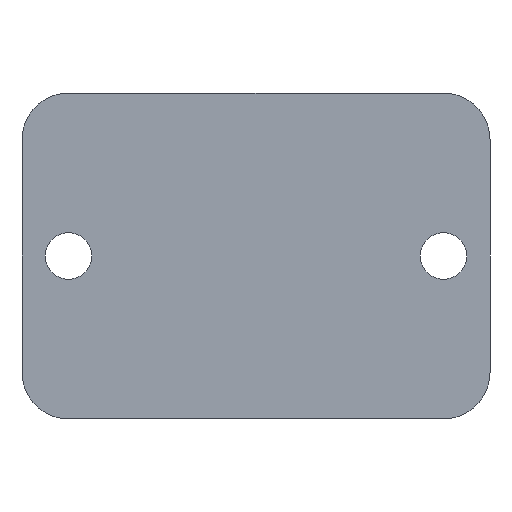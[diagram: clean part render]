
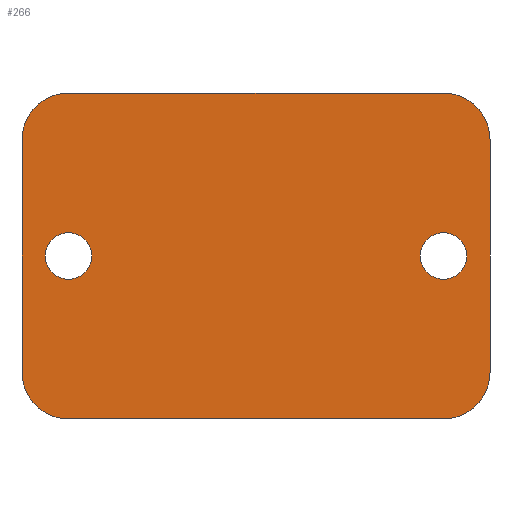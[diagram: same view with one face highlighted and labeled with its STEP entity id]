
A CAD part, front view. The second image highlights one B-rep face of the part: STEP entity #266.
In plain terms, the highlighted planar face has unit normal (0, -1, 0).
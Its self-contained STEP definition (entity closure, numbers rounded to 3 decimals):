
#4 = CIRCLE ( 'NONE', #36, 2. ) ;
#10 = DIRECTION ( 'NONE',  ( 0., 1., 0. ) ) ;
#12 = DIRECTION ( 'NONE',  ( 0., -1., 0. ) ) ;
#14 = DIRECTION ( 'NONE',  ( 1., 0., 0. ) ) ;
#16 = DIRECTION ( 'NONE',  ( 0., -1., 0. ) ) ;
#19 = VERTEX_POINT ( 'NONE', #353 ) ;
#22 = PLANE ( 'NONE',  #85 ) ;
#25 = DIRECTION ( 'NONE',  ( 0., 0., 1. ) ) ;
#26 = VERTEX_POINT ( 'NONE', #450 ) ;
#30 = EDGE_CURVE ( 'NONE', #119, #121, #440, .T. ) ;
#36 = AXIS2_PLACEMENT_3D ( 'NONE', #78, #75, #536 ) ;
#40 = CARTESIAN_POINT ( 'NONE',  ( -8.05, 0., -5. ) ) ;
#41 = CARTESIAN_POINT ( 'NONE',  ( 10.05, 0., -5. ) ) ;
#46 = VECTOR ( 'NONE', #14, 1000. ) ;
#50 = DIRECTION ( 'NONE',  ( 0., -1., 0. ) ) ;
#52 = LINE ( 'NONE', #287, #421 ) ;
#59 = CARTESIAN_POINT ( 'NONE',  ( -10.05, 0., 7. ) ) ;
#64 = ORIENTED_EDGE ( 'NONE', *, *, #30, .F. ) ;
#70 = AXIS2_PLACEMENT_3D ( 'NONE', #601, #98, #521 ) ;
#75 = DIRECTION ( 'NONE',  ( 0., -1., 0. ) ) ;
#78 = CARTESIAN_POINT ( 'NONE',  ( 8.05, 0., 5. ) ) ;
#79 = CIRCLE ( 'NONE', #70, 1. ) ;
#85 = AXIS2_PLACEMENT_3D ( 'NONE', #387, #160, #25 ) ;
#98 = DIRECTION ( 'NONE',  ( 0., 1., 0. ) ) ;
#99 = ORIENTED_EDGE ( 'NONE', *, *, #216, .T. ) ;
#102 = CARTESIAN_POINT ( 'NONE',  ( -8.05, 0., 1. ) ) ;
#108 = CARTESIAN_POINT ( 'NONE',  ( 8.05, 0., 7. ) ) ;
#112 = ORIENTED_EDGE ( 'NONE', *, *, #321, .F. ) ;
#113 = FACE_OUTER_BOUND ( 'NONE', #467, .T. ) ;
#116 = DIRECTION ( 'NONE',  ( 0., 1., 0. ) ) ;
#117 = CIRCLE ( 'NONE', #503, 1. ) ;
#119 = VERTEX_POINT ( 'NONE', #510 ) ;
#121 = VERTEX_POINT ( 'NONE', #41 ) ;
#138 = CARTESIAN_POINT ( 'NONE',  ( 8.05, 0., -5. ) ) ;
#139 = VERTEX_POINT ( 'NONE', #563 ) ;
#155 = VERTEX_POINT ( 'NONE', #366 ) ;
#159 = AXIS2_PLACEMENT_3D ( 'NONE', #289, #10, #431 ) ;
#160 = DIRECTION ( 'NONE',  ( 0., 1., 0. ) ) ;
#161 = VERTEX_POINT ( 'NONE', #102 ) ;
#174 = EDGE_CURVE ( 'NONE', #161, #139, #79, .T. ) ;
#177 = CIRCLE ( 'NONE', #403, 2. ) ;
#179 = CIRCLE ( 'NONE', #526, 2. ) ;
#182 = ORIENTED_EDGE ( 'NONE', *, *, #433, .T. ) ;
#187 = DIRECTION ( 'NONE',  ( 0., 0., 1. ) ) ;
#188 = EDGE_LOOP ( 'NONE', ( #484, #324 ) ) ;
#199 = CIRCLE ( 'NONE', #336, 1. ) ;
#203 = FACE_BOUND ( 'NONE', #560, .T. ) ;
#205 = EDGE_CURVE ( 'NONE', #393, #26, #199, .T. ) ;
#211 = CIRCLE ( 'NONE', #309, 2. ) ;
#216 = EDGE_CURVE ( 'NONE', #242, #121, #177, .T. ) ;
#218 = VECTOR ( 'NONE', #400, 1000. ) ;
#242 = VERTEX_POINT ( 'NONE', #472 ) ;
#246 = ORIENTED_EDGE ( 'NONE', *, *, #499, .T. ) ;
#258 = DIRECTION ( 'NONE',  ( -1., 0., 0. ) ) ;
#266 = ADVANCED_FACE ( 'NONE', ( #113, #203, #390 ), #22, .F. ) ;
#269 = VERTEX_POINT ( 'NONE', #108 ) ;
#275 = EDGE_CURVE ( 'NONE', #26, #393, #307, .T. ) ;
#287 = CARTESIAN_POINT ( 'NONE',  ( -10.05, 0., -7. ) ) ;
#289 = CARTESIAN_POINT ( 'NONE',  ( 8.05, 0., 0. ) ) ;
#293 = ORIENTED_EDGE ( 'NONE', *, *, #468, .F. ) ;
#298 = VECTOR ( 'NONE', #258, 1000. ) ;
#307 = CIRCLE ( 'NONE', #159, 1. ) ;
#309 = AXIS2_PLACEMENT_3D ( 'NONE', #40, #16, #557 ) ;
#321 = EDGE_CURVE ( 'NONE', #19, #269, #531, .T. ) ;
#324 = ORIENTED_EDGE ( 'NONE', *, *, #205, .T. ) ;
#336 = AXIS2_PLACEMENT_3D ( 'NONE', #376, #413, #596 ) ;
#349 = CARTESIAN_POINT ( 'NONE',  ( 8.05, 0., 1. ) ) ;
#353 = CARTESIAN_POINT ( 'NONE',  ( -8.05, 0., 7. ) ) ;
#356 = EDGE_CURVE ( 'NONE', #139, #161, #117, .T. ) ;
#366 = CARTESIAN_POINT ( 'NONE',  ( -10.05, 0., -5. ) ) ;
#376 = CARTESIAN_POINT ( 'NONE',  ( 8.05, 0., 0. ) ) ;
#384 = ORIENTED_EDGE ( 'NONE', *, *, #174, .T. ) ;
#387 = CARTESIAN_POINT ( 'NONE',  ( 0., 0., 0. ) ) ;
#390 = FACE_BOUND ( 'NONE', #188, .T. ) ;
#393 = VERTEX_POINT ( 'NONE', #349 ) ;
#399 = LINE ( 'NONE', #497, #298 ) ;
#400 = DIRECTION ( 'NONE',  ( 0., 0., -1. ) ) ;
#403 = AXIS2_PLACEMENT_3D ( 'NONE', #138, #50, #187 ) ;
#412 = CARTESIAN_POINT ( 'NONE',  ( -8.05, 0., -7. ) ) ;
#413 = DIRECTION ( 'NONE',  ( 0., 1., 0. ) ) ;
#421 = VECTOR ( 'NONE', #478, 1000. ) ;
#428 = ORIENTED_EDGE ( 'NONE', *, *, #594, .T. ) ;
#431 = DIRECTION ( 'NONE',  ( 0., 0., -1. ) ) ;
#433 = EDGE_CURVE ( 'NONE', #119, #269, #4, .T. ) ;
#440 = LINE ( 'NONE', #445, #218 ) ;
#445 = CARTESIAN_POINT ( 'NONE',  ( 10.05, 0., -7. ) ) ;
#450 = CARTESIAN_POINT ( 'NONE',  ( 8.05, 0., -1. ) ) ;
#467 = EDGE_LOOP ( 'NONE', ( #112, #428, #578, #246, #293, #99, #64, #182 ) ) ;
#468 = EDGE_CURVE ( 'NONE', #242, #477, #399, .T. ) ;
#472 = CARTESIAN_POINT ( 'NONE',  ( 8.05, 0., -7. ) ) ;
#477 = VERTEX_POINT ( 'NONE', #412 ) ;
#478 = DIRECTION ( 'NONE',  ( 0., 0., 1. ) ) ;
#484 = ORIENTED_EDGE ( 'NONE', *, *, #275, .T. ) ;
#488 = DIRECTION ( 'NONE',  ( 0., 0., 1. ) ) ;
#492 = VERTEX_POINT ( 'NONE', #506 ) ;
#497 = CARTESIAN_POINT ( 'NONE',  ( -10.05, 0., -7. ) ) ;
#499 = EDGE_CURVE ( 'NONE', #155, #477, #211, .T. ) ;
#503 = AXIS2_PLACEMENT_3D ( 'NONE', #534, #116, #488 ) ;
#506 = CARTESIAN_POINT ( 'NONE',  ( -10.05, 0., 5. ) ) ;
#510 = CARTESIAN_POINT ( 'NONE',  ( 10.05, 0., 5. ) ) ;
#516 = CARTESIAN_POINT ( 'NONE',  ( -8.05, 0., 5. ) ) ;
#521 = DIRECTION ( 'NONE',  ( 0., 0., 1. ) ) ;
#525 = EDGE_CURVE ( 'NONE', #155, #492, #52, .T. ) ;
#526 = AXIS2_PLACEMENT_3D ( 'NONE', #516, #12, #528 ) ;
#528 = DIRECTION ( 'NONE',  ( 0., 0., 1. ) ) ;
#530 = ORIENTED_EDGE ( 'NONE', *, *, #356, .T. ) ;
#531 = LINE ( 'NONE', #59, #46 ) ;
#534 = CARTESIAN_POINT ( 'NONE',  ( -8.05, 0., 0. ) ) ;
#536 = DIRECTION ( 'NONE',  ( 0., 0., 1. ) ) ;
#557 = DIRECTION ( 'NONE',  ( 0., 0., 1. ) ) ;
#560 = EDGE_LOOP ( 'NONE', ( #530, #384 ) ) ;
#563 = CARTESIAN_POINT ( 'NONE',  ( -8.05, 0., -1. ) ) ;
#578 = ORIENTED_EDGE ( 'NONE', *, *, #525, .F. ) ;
#594 = EDGE_CURVE ( 'NONE', #19, #492, #179, .T. ) ;
#596 = DIRECTION ( 'NONE',  ( 0., 0., -1. ) ) ;
#601 = CARTESIAN_POINT ( 'NONE',  ( -8.05, 0., 0. ) ) ;
